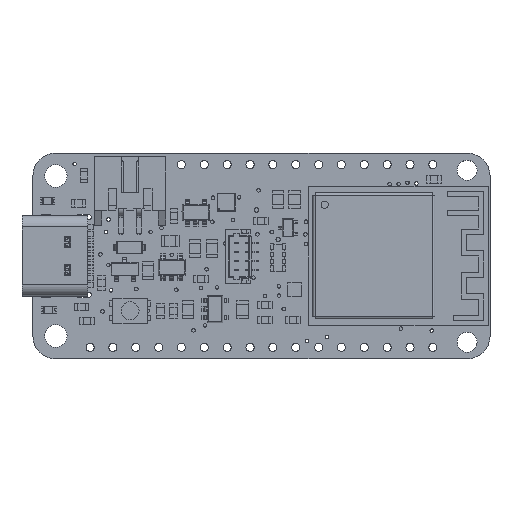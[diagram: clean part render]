
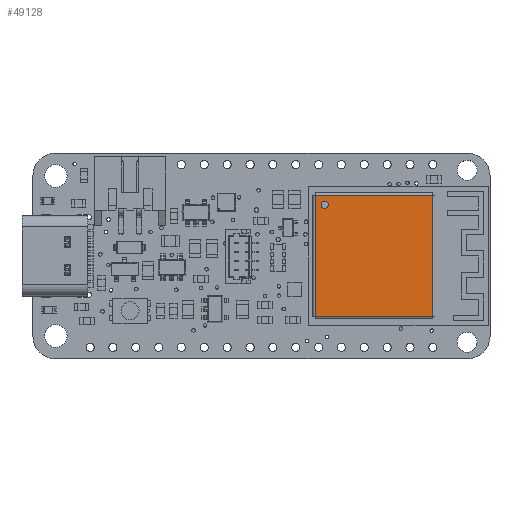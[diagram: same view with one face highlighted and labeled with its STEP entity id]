
A CAD part, top view. The second image highlights one B-rep face of the part: STEP entity #49128.
In plain terms, the highlighted planar face has unit normal (0, 0, 1).
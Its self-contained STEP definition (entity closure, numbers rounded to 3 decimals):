
#743=FACE_BOUND('',#7118,.T.);
#1544=PLANE('',#52862);
#4105=FACE_OUTER_BOUND('',#7117,.T.);
#7117=EDGE_LOOP('',(#38417,#38418,#38419,#38420));
#7118=EDGE_LOOP('',(#38421));
#10985=LINE('',#74034,#16828);
#10987=LINE('',#74042,#16830);
#10989=LINE('',#74050,#16832);
#10991=LINE('',#74057,#16834);
#16828=VECTOR('',#60435,13.05);
#16830=VECTOR('',#60443,13.5);
#16832=VECTOR('',#60451,13.5);
#16834=VECTOR('',#60459,13.05);
#21216=CIRCLE('',#52829,0.4);
#23296=VERTEX_POINT('',#73969);
#23318=VERTEX_POINT('',#74031);
#23319=VERTEX_POINT('',#74033);
#23322=VERTEX_POINT('',#74041);
#23325=VERTEX_POINT('',#74048);
#28750=EDGE_CURVE('',#23296,#23296,#21216,.T.);
#28780=EDGE_CURVE('',#23319,#23318,#10985,.T.);
#28784=EDGE_CURVE('',#23322,#23319,#10987,.T.);
#28788=EDGE_CURVE('',#23318,#23325,#10989,.T.);
#28792=EDGE_CURVE('',#23325,#23322,#10991,.T.);
#38417=ORIENTED_EDGE('',*,*,#28784,.T.);
#38418=ORIENTED_EDGE('',*,*,#28780,.T.);
#38419=ORIENTED_EDGE('',*,*,#28788,.T.);
#38420=ORIENTED_EDGE('',*,*,#28792,.T.);
#38421=ORIENTED_EDGE('',*,*,#28750,.F.);
#49128=ADVANCED_FACE('',(#4105,#743),#1544,.F.);
#52829=AXIS2_PLACEMENT_3D('',#73971,#60375,#60376);
#52862=AXIS2_PLACEMENT_3D('',#74079,#60478,#60479);
#60375=DIRECTION('center_axis',(0.,0.,1.));
#60376=DIRECTION('ref_axis',(0.,-1.,0.));
#60435=DIRECTION('',(0.,-1.,0.));
#60443=DIRECTION('',(-1.,0.,0.));
#60451=DIRECTION('',(1.,0.,0.));
#60459=DIRECTION('',(0.,1.,0.));
#60478=DIRECTION('center_axis',(0.,0.,-1.));
#60479=DIRECTION('ref_axis',(0.,1.,0.));
#73969=CARTESIAN_POINT('',(-5.697,-5.533,2.55));
#73971=CARTESIAN_POINT('Origin',(-5.697,-5.933,2.55));
#74031=CARTESIAN_POINT('',(-6.747,-6.983,2.55));
#74033=CARTESIAN_POINT('',(-6.747,6.067,2.55));
#74034=CARTESIAN_POINT('',(-6.747,6.067,2.55));
#74041=CARTESIAN_POINT('',(6.753,6.067,2.55));
#74042=CARTESIAN_POINT('',(6.753,6.067,2.55));
#74048=CARTESIAN_POINT('',(6.753,-6.983,2.55));
#74050=CARTESIAN_POINT('',(-6.747,-6.983,2.55));
#74057=CARTESIAN_POINT('',(6.753,-6.983,2.55));
#74079=CARTESIAN_POINT('Origin',(0.003,2.267,2.55));
